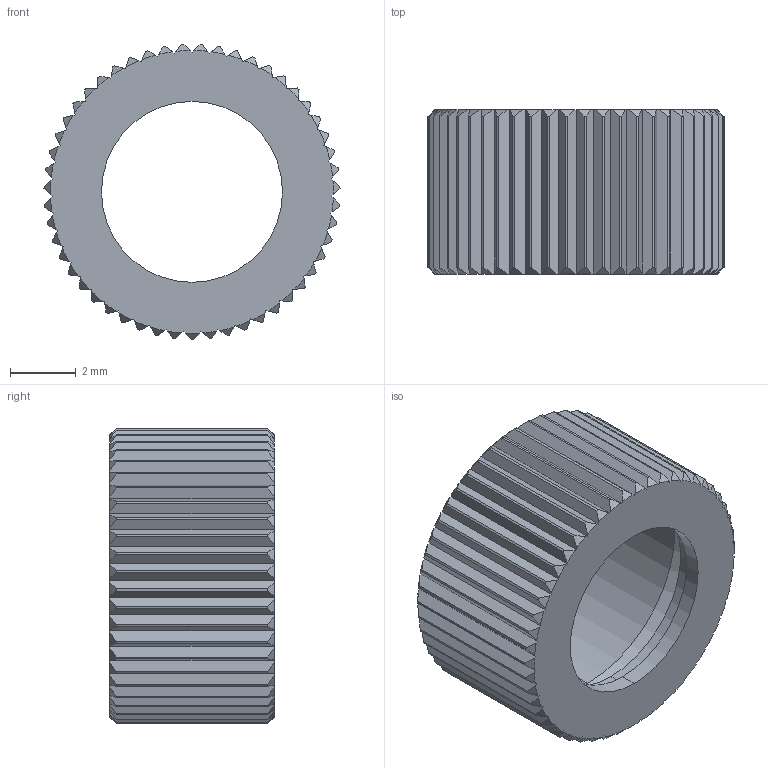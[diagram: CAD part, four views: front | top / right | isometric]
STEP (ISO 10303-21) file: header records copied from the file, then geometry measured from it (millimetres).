
FILE_DESCRIPTION (( 'STEP AP214' ), '1' );
FILE_NAME ('INGUN_109138.STEP', '2023-12-19T09:20:12', ( '' ), ( '' ), 'SwSTEP 2.0', 'SolidWorks 2021', '' );
FILE_SCHEMA (( 'AUTOMOTIVE_DESIGN' ));
Length unit declared in the file: millimetre
Products named in the file (1): INGUN_109138
Bounding box: 9 x 5 x 8.99 mm (x, y, z)
Volume: 92.4 mm3; surface area: 382.4 mm2
Topology: 1 solids, 1 shells, 272 faces, 798 edges, 530 vertices
Faces by surface type: cone 107, plane 106, cylinder 59
Entity records: 9322 total; most frequent: CARTESIAN_POINT 2213, ORIENTED_EDGE 1596, DIRECTION 1364, EDGE_CURVE 798, VERTEX_POINT 530, AXIS2_PLACEMENT_3D 497, LINE 370, VECTOR 370
